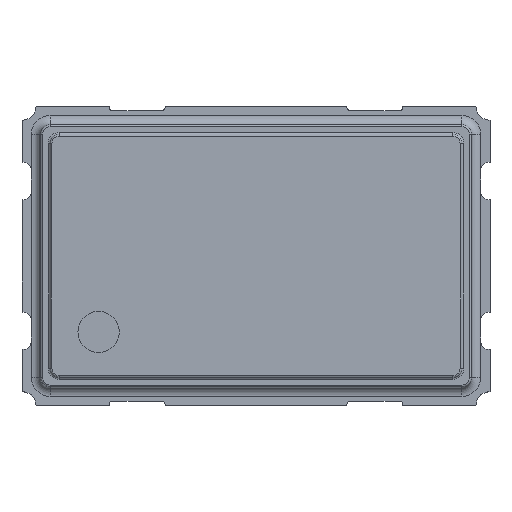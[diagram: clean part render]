
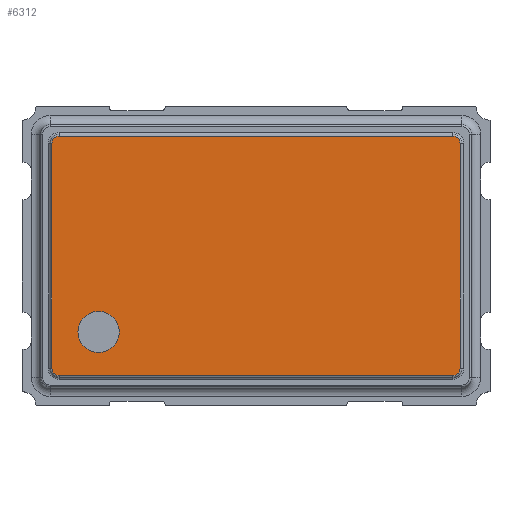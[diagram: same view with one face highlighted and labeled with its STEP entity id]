
A CAD part, top view. The second image highlights one B-rep face of the part: STEP entity #6312.
In plain terms, the highlighted planar face has unit normal (0, 0, 1).
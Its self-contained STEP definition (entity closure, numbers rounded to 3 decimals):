
#220 = CIRCLE ( 'NONE', #8785, 0.08 ) ;
#254 = DIRECTION ( 'NONE',  ( 1., 0., 0. ) ) ;
#342 = DIRECTION ( 'NONE',  ( 0., 0., 1. ) ) ;
#493 = VECTOR ( 'NONE', #593, 1000. ) ;
#558 = CARTESIAN_POINT ( 'NONE',  ( -1.903, -0.813, 0.3 ) ) ;
#593 = DIRECTION ( 'NONE',  ( 1., 0., 0. ) ) ;
#657 = CARTESIAN_POINT ( 'NONE',  ( -2.18, -1.2, 0.3 ) ) ;
#756 = VERTEX_POINT ( 'NONE', #10694 ) ;
#806 = CIRCLE ( 'NONE', #5295, 0.221 ) ;
#824 = VECTOR ( 'NONE', #7076, 1000. ) ;
#856 = ORIENTED_EDGE ( 'NONE', *, *, #7935, .T. ) ;
#1105 = DIRECTION ( 'NONE',  ( 0., 0., 1. ) ) ;
#1135 = DIRECTION ( 'NONE',  ( 1., 0., 0. ) ) ;
#1143 = EDGE_CURVE ( 'NONE', #756, #9780, #6239, .T. ) ;
#1361 = CARTESIAN_POINT ( 'NONE',  ( -2.1, -1.28, 0.3 ) ) ;
#1538 = CARTESIAN_POINT ( 'NONE',  ( -2.18, -1.2, 0.3 ) ) ;
#1910 = CARTESIAN_POINT ( 'NONE',  ( -1.682, -0.813, 0.3 ) ) ;
#1943 = LINE ( 'NONE', #6431, #493 ) ;
#1998 = CIRCLE ( 'NONE', #7486, 0.08 ) ;
#2119 = AXIS2_PLACEMENT_3D ( 'NONE', #6120, #1105, #9429 ) ;
#2235 = VERTEX_POINT ( 'NONE', #1361 ) ;
#2259 = CARTESIAN_POINT ( 'NONE',  ( -2.1, 1.2, 0.3 ) ) ;
#2293 = AXIS2_PLACEMENT_3D ( 'NONE', #2259, #9813, #1135 ) ;
#2302 = EDGE_CURVE ( 'NONE', #3809, #756, #9827, .T. ) ;
#2340 = CARTESIAN_POINT ( 'NONE',  ( 2.18, 1.2, 0.3 ) ) ;
#2419 = EDGE_CURVE ( 'NONE', #5889, #3809, #10609, .T. ) ;
#2476 = ORIENTED_EDGE ( 'NONE', *, *, #9345, .T. ) ;
#2563 = FACE_BOUND ( 'NONE', #4434, .T. ) ;
#2647 = VECTOR ( 'NONE', #6489, 1000. ) ;
#2665 = CARTESIAN_POINT ( 'NONE',  ( -1.461, -0.813, 0.3 ) ) ;
#3306 = EDGE_CURVE ( 'NONE', #2235, #5662, #1943, .T. ) ;
#3363 = EDGE_CURVE ( 'NONE', #9780, #7970, #9136, .T. ) ;
#3367 = FACE_OUTER_BOUND ( 'NONE', #9094, .T. ) ;
#3642 = DIRECTION ( 'NONE',  ( 1., 0., 0. ) ) ;
#3708 = EDGE_CURVE ( 'NONE', #5704, #2235, #1998, .T. ) ;
#3809 = VERTEX_POINT ( 'NONE', #2340 ) ;
#4057 = ORIENTED_EDGE ( 'NONE', *, *, #3306, .T. ) ;
#4434 = EDGE_LOOP ( 'NONE', ( #6583, #9651 ) ) ;
#4443 = CARTESIAN_POINT ( 'NONE',  ( -1.682, -0.813, 0.3 ) ) ;
#4547 = DIRECTION ( 'NONE',  ( 0., 0., 1. ) ) ;
#5295 = AXIS2_PLACEMENT_3D ( 'NONE', #1910, #7067, #254 ) ;
#5351 = PLANE ( 'NONE',  #2119 ) ;
#5462 = CIRCLE ( 'NONE', #7311, 0.221 ) ;
#5515 = AXIS2_PLACEMENT_3D ( 'NONE', #6371, #9795, #5638 ) ;
#5638 = DIRECTION ( 'NONE',  ( 1., 0., 0. ) ) ;
#5662 = VERTEX_POINT ( 'NONE', #7266 ) ;
#5704 = VERTEX_POINT ( 'NONE', #1538 ) ;
#5743 = CARTESIAN_POINT ( 'NONE',  ( 2.18, 1.2, 0.3 ) ) ;
#5889 = VERTEX_POINT ( 'NONE', #7018 ) ;
#6120 = CARTESIAN_POINT ( 'NONE',  ( 0., 0., 0.3 ) ) ;
#6141 = ORIENTED_EDGE ( 'NONE', *, *, #3708, .T. ) ;
#6239 = LINE ( 'NONE', #6279, #824 ) ;
#6279 = CARTESIAN_POINT ( 'NONE',  ( -2.1, 1.28, 0.3 ) ) ;
#6312 = ADVANCED_FACE ( 'NONE', ( #2563, #3367 ), #5351, .T. ) ;
#6371 = CARTESIAN_POINT ( 'NONE',  ( 2.1, 1.2, 0.3 ) ) ;
#6431 = CARTESIAN_POINT ( 'NONE',  ( 2.1, -1.28, 0.3 ) ) ;
#6489 = DIRECTION ( 'NONE',  ( 0., -1., 0. ) ) ;
#6583 = ORIENTED_EDGE ( 'NONE', *, *, #7715, .F. ) ;
#6823 = EDGE_CURVE ( 'NONE', #9016, #8735, #5462, .T. ) ;
#7018 = CARTESIAN_POINT ( 'NONE',  ( 2.18, -1.2, 0.3 ) ) ;
#7059 = DIRECTION ( 'NONE',  ( 1., 0., 0. ) ) ;
#7067 = DIRECTION ( 'NONE',  ( 0., 0., 1. ) ) ;
#7076 = DIRECTION ( 'NONE',  ( -1., 0., 0. ) ) ;
#7266 = CARTESIAN_POINT ( 'NONE',  ( 2.1, -1.28, 0.3 ) ) ;
#7304 = CARTESIAN_POINT ( 'NONE',  ( -2.18, 1.2, 0.3 ) ) ;
#7311 = AXIS2_PLACEMENT_3D ( 'NONE', #4443, #4547, #7059 ) ;
#7411 = ORIENTED_EDGE ( 'NONE', *, *, #1143, .T. ) ;
#7486 = AXIS2_PLACEMENT_3D ( 'NONE', #9509, #342, #10321 ) ;
#7715 = EDGE_CURVE ( 'NONE', #8735, #9016, #806, .T. ) ;
#7780 = CARTESIAN_POINT ( 'NONE',  ( 2.1, -1.2, 0.3 ) ) ;
#7849 = DIRECTION ( 'NONE',  ( 0., 0., 1. ) ) ;
#7935 = EDGE_CURVE ( 'NONE', #7970, #5704, #9420, .T. ) ;
#7970 = VERTEX_POINT ( 'NONE', #7304 ) ;
#8188 = ORIENTED_EDGE ( 'NONE', *, *, #2419, .T. ) ;
#8244 = DIRECTION ( 'NONE',  ( 0., 1., 0. ) ) ;
#8336 = CARTESIAN_POINT ( 'NONE',  ( -2.1, 1.28, 0.3 ) ) ;
#8735 = VERTEX_POINT ( 'NONE', #2665 ) ;
#8785 = AXIS2_PLACEMENT_3D ( 'NONE', #7780, #7849, #3642 ) ;
#9016 = VERTEX_POINT ( 'NONE', #558 ) ;
#9094 = EDGE_LOOP ( 'NONE', ( #856, #6141, #4057, #2476, #8188, #10762, #7411, #9242 ) ) ;
#9136 = CIRCLE ( 'NONE', #2293, 0.08 ) ;
#9242 = ORIENTED_EDGE ( 'NONE', *, *, #3363, .T. ) ;
#9345 = EDGE_CURVE ( 'NONE', #5662, #5889, #220, .T. ) ;
#9420 = LINE ( 'NONE', #657, #2647 ) ;
#9429 = DIRECTION ( 'NONE',  ( 1., 0., 0. ) ) ;
#9509 = CARTESIAN_POINT ( 'NONE',  ( -2.1, -1.2, 0.3 ) ) ;
#9548 = VECTOR ( 'NONE', #8244, 1000. ) ;
#9651 = ORIENTED_EDGE ( 'NONE', *, *, #6823, .F. ) ;
#9780 = VERTEX_POINT ( 'NONE', #8336 ) ;
#9795 = DIRECTION ( 'NONE',  ( 0., 0., 1. ) ) ;
#9813 = DIRECTION ( 'NONE',  ( 0., 0., 1. ) ) ;
#9827 = CIRCLE ( 'NONE', #5515, 0.08 ) ;
#10321 = DIRECTION ( 'NONE',  ( 1., 0., 0. ) ) ;
#10609 = LINE ( 'NONE', #5743, #9548 ) ;
#10694 = CARTESIAN_POINT ( 'NONE',  ( 2.1, 1.28, 0.3 ) ) ;
#10762 = ORIENTED_EDGE ( 'NONE', *, *, #2302, .T. ) ;
